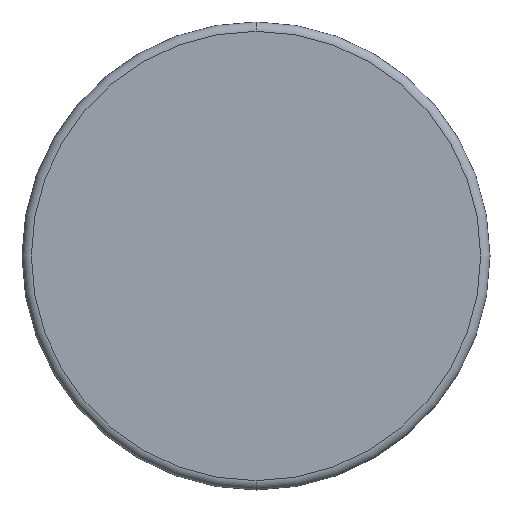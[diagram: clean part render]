
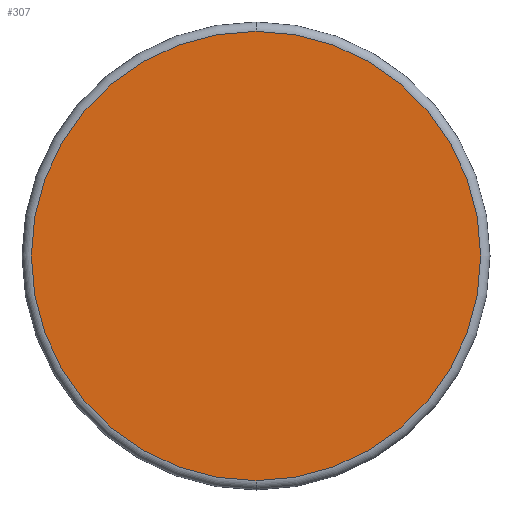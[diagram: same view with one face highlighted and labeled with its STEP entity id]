
A CAD part, front view. The second image highlights one B-rep face of the part: STEP entity #307.
In plain terms, the highlighted planar face has unit normal (0, -1, 0).
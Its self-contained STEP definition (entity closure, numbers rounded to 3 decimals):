
#32 = CIRCLE ( 'NONE', #374, 24. ) ;
#42 = CARTESIAN_POINT ( 'NONE',  ( 0., 0., 0. ) ) ;
#49 = DIRECTION ( 'NONE',  ( 0., 1., 0. ) ) ;
#77 = ORIENTED_EDGE ( 'NONE', *, *, #329, .T. ) ;
#86 = DIRECTION ( 'NONE',  ( 0., 0., 1. ) ) ;
#109 = FACE_OUTER_BOUND ( 'NONE', #492, .T. ) ;
#117 = CARTESIAN_POINT ( 'NONE',  ( 0., 0., 0. ) ) ;
#163 = CARTESIAN_POINT ( 'NONE',  ( 0., 0., 0. ) ) ;
#182 = EDGE_CURVE ( 'NONE', #458, #274, #32, .T. ) ;
#205 = CARTESIAN_POINT ( 'NONE',  ( 0., 0., 24. ) ) ;
#265 = AXIS2_PLACEMENT_3D ( 'NONE', #163, #49, #86 ) ;
#274 = VERTEX_POINT ( 'NONE', #205 ) ;
#289 = DIRECTION ( 'NONE',  ( 0., -1., 0. ) ) ;
#307 = ADVANCED_FACE ( 'NONE', ( #109 ), #418, .F. ) ;
#318 = AXIS2_PLACEMENT_3D ( 'NONE', #42, #289, #341 ) ;
#329 = EDGE_CURVE ( 'NONE', #274, #458, #451, .T. ) ;
#341 = DIRECTION ( 'NONE',  ( 0., 0., 1. ) ) ;
#367 = DIRECTION ( 'NONE',  ( 0., 0., 1. ) ) ;
#374 = AXIS2_PLACEMENT_3D ( 'NONE', #117, #447, #367 ) ;
#388 = CARTESIAN_POINT ( 'NONE',  ( 0., 0., -24. ) ) ;
#418 = PLANE ( 'NONE',  #265 ) ;
#442 = ORIENTED_EDGE ( 'NONE', *, *, #182, .T. ) ;
#447 = DIRECTION ( 'NONE',  ( 0., -1., 0. ) ) ;
#451 = CIRCLE ( 'NONE', #318, 24. ) ;
#458 = VERTEX_POINT ( 'NONE', #388 ) ;
#492 = EDGE_LOOP ( 'NONE', ( #77, #442 ) ) ;
